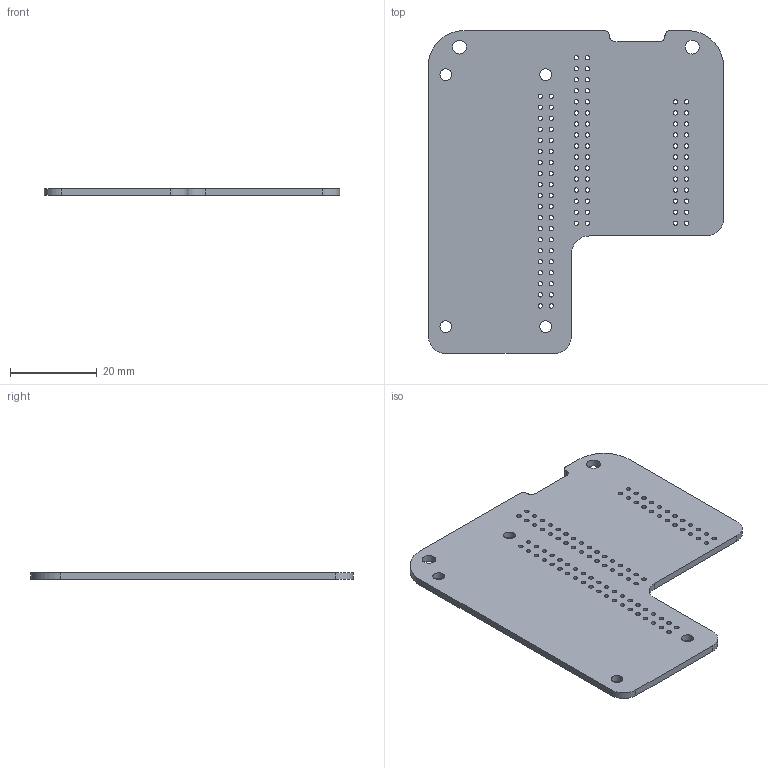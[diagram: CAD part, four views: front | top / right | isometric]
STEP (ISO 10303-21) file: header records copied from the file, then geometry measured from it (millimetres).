
FILE_DESCRIPTION(('KiCad electronic assembly'),'2;1');
FILE_NAME('boardKicad.step','2022-10-07T19:17:04',('Pcbnew'),('Kicad'), 'Open CASCADE STEP processor 7.6','KiCad to STEP converter','Unknown' );
FILE_SCHEMA(('AUTOMOTIVE_DESIGN { 1 0 10303 214 1 1 1 1 }'));
Length unit declared in the file: millimetre
Products named in the file (2): boardKicad 1; _autosave-boardKicad PCB
Assembly tree (1 placements, depth 2):
  boardKicad 1
    _autosave-boardKicad PCB
Bounding box: 68 x 74.33 x 1.6 mm (x, y, z)
Volume: 6274.6 mm3; surface area: 8850.1 mm2
Topology: 1 solids, 1 shells, 124 faces, 366 edges, 244 vertices
Faces by surface type: cylinder 112, plane 12
Full cylindrical faces by diameter (mm): 1 x96, 2.7 x4, 3.2 x2
Entity records: 9487 total; most frequent: DIRECTION 1574, CARTESIAN_POINT 1468, ORIENTED_EDGE 732, PCURVE 732, DEFINITIONAL_REPRESENTATION 732, LINE 650, VECTOR 650, CIRCLE 448
